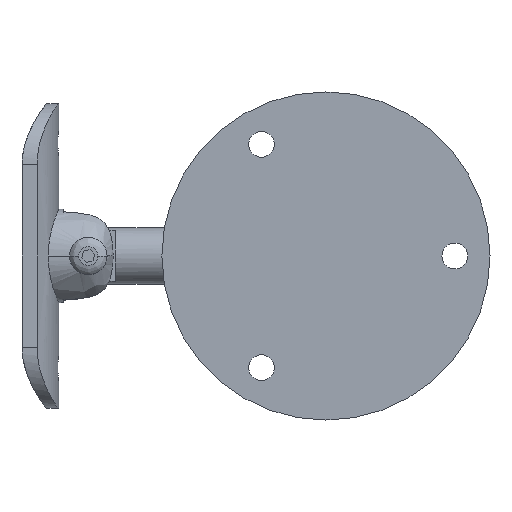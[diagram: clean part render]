
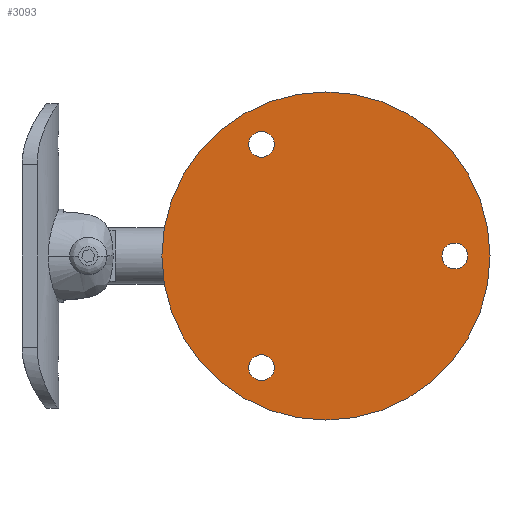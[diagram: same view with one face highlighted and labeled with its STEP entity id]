
A CAD part, left-side view. The second image highlights one B-rep face of the part: STEP entity #3093.
In plain terms, the highlighted planar face has unit normal (-1, 0, 0).
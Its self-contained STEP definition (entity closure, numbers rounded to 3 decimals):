
#33 = CARTESIAN_POINT ( 'NONE',  ( 0., 13.75, 23.816 ) ) ;
#80 = AXIS2_PLACEMENT_3D ( 'NONE', #486, #1744, #1474 ) ;
#88 = DIRECTION ( 'NONE',  ( 0., 0., -1. ) ) ;
#125 = CIRCLE ( 'NONE', #1615, 35. ) ;
#212 = FACE_BOUND ( 'NONE', #1420, .T. ) ;
#235 = FACE_BOUND ( 'NONE', #659, .T. ) ;
#237 = DIRECTION ( 'NONE',  ( 0., 0., -1. ) ) ;
#267 = DIRECTION ( 'NONE',  ( 1., 0., 0. ) ) ;
#318 = EDGE_CURVE ( 'NONE', #2299, #497, #2954, .T. ) ;
#323 = AXIS2_PLACEMENT_3D ( 'NONE', #33, #2991, #1508 ) ;
#381 = CARTESIAN_POINT ( 'NONE',  ( 0., 0., 0. ) ) ;
#486 = CARTESIAN_POINT ( 'NONE',  ( 0., 13.75, -23.816 ) ) ;
#497 = VERTEX_POINT ( 'NONE', #3164 ) ;
#560 = EDGE_CURVE ( 'NONE', #1051, #1504, #1972, .T. ) ;
#563 = DIRECTION ( 'NONE',  ( 0., 0., -1. ) ) ;
#581 = AXIS2_PLACEMENT_3D ( 'NONE', #2161, #2131, #237 ) ;
#585 = AXIS2_PLACEMENT_3D ( 'NONE', #2601, #2553, #88 ) ;
#659 = EDGE_LOOP ( 'NONE', ( #2109, #1349 ) ) ;
#804 = VERTEX_POINT ( 'NONE', #2158 ) ;
#810 = ORIENTED_EDGE ( 'NONE', *, *, #560, .T. ) ;
#838 = ORIENTED_EDGE ( 'NONE', *, *, #1498, .F. ) ;
#895 = DIRECTION ( 'NONE',  ( 0., 0., -1. ) ) ;
#939 = DIRECTION ( 'NONE',  ( 0., 0., -1. ) ) ;
#950 = DIRECTION ( 'NONE',  ( 0., 0., -1. ) ) ;
#1000 = CARTESIAN_POINT ( 'NONE',  ( 0., 13.75, 26.566 ) ) ;
#1005 = EDGE_CURVE ( 'NONE', #1947, #804, #1464, .T. ) ;
#1048 = CARTESIAN_POINT ( 'NONE',  ( 0., 0., 0. ) ) ;
#1051 = VERTEX_POINT ( 'NONE', #1219 ) ;
#1105 = EDGE_CURVE ( 'NONE', #497, #2299, #2129, .T. ) ;
#1167 = CARTESIAN_POINT ( 'NONE',  ( 0., -27.5, 0. ) ) ;
#1212 = FACE_BOUND ( 'NONE', #2242, .T. ) ;
#1219 = CARTESIAN_POINT ( 'NONE',  ( 0., 13.75, 21.066 ) ) ;
#1349 = ORIENTED_EDGE ( 'NONE', *, *, #1539, .T. ) ;
#1403 = FACE_OUTER_BOUND ( 'NONE', #2919, .T. ) ;
#1420 = EDGE_LOOP ( 'NONE', ( #810, #1840 ) ) ;
#1464 = CIRCLE ( 'NONE', #2750, 35. ) ;
#1474 = DIRECTION ( 'NONE',  ( 0., 0., -1. ) ) ;
#1498 = EDGE_CURVE ( 'NONE', #804, #1947, #125, .T. ) ;
#1504 = VERTEX_POINT ( 'NONE', #1000 ) ;
#1508 = DIRECTION ( 'NONE',  ( 0., 0., -1. ) ) ;
#1539 = EDGE_CURVE ( 'NONE', #1562, #2646, #1976, .T. ) ;
#1562 = VERTEX_POINT ( 'NONE', #3142 ) ;
#1588 = CARTESIAN_POINT ( 'NONE',  ( 0., -27.5, 0. ) ) ;
#1615 = AXIS2_PLACEMENT_3D ( 'NONE', #1048, #267, #563 ) ;
#1710 = DIRECTION ( 'NONE',  ( 1., 0., 0. ) ) ;
#1721 = EDGE_CURVE ( 'NONE', #2646, #1562, #3162, .T. ) ;
#1744 = DIRECTION ( 'NONE',  ( 1., 0., 0. ) ) ;
#1840 = ORIENTED_EDGE ( 'NONE', *, *, #2575, .T. ) ;
#1918 = CIRCLE ( 'NONE', #323, 2.75 ) ;
#1947 = VERTEX_POINT ( 'NONE', #2377 ) ;
#1972 = CIRCLE ( 'NONE', #581, 2.75 ) ;
#1976 = CIRCLE ( 'NONE', #585, 2.75 ) ;
#2074 = AXIS2_PLACEMENT_3D ( 'NONE', #1588, #2572, #2603 ) ;
#2109 = ORIENTED_EDGE ( 'NONE', *, *, #1721, .T. ) ;
#2129 = CIRCLE ( 'NONE', #2383, 2.75 ) ;
#2131 = DIRECTION ( 'NONE',  ( 1., 0., 0. ) ) ;
#2158 = CARTESIAN_POINT ( 'NONE',  ( 0., 0., 35. ) ) ;
#2161 = CARTESIAN_POINT ( 'NONE',  ( 0., 13.75, 23.816 ) ) ;
#2167 = DIRECTION ( 'NONE',  ( 1., 0., 0. ) ) ;
#2176 = PLANE ( 'NONE',  #2334 ) ;
#2242 = EDGE_LOOP ( 'NONE', ( #2481, #2560 ) ) ;
#2299 = VERTEX_POINT ( 'NONE', #2931 ) ;
#2334 = AXIS2_PLACEMENT_3D ( 'NONE', #2388, #1710, #950 ) ;
#2377 = CARTESIAN_POINT ( 'NONE',  ( 0., 0., -35. ) ) ;
#2383 = AXIS2_PLACEMENT_3D ( 'NONE', #1167, #2167, #939 ) ;
#2388 = CARTESIAN_POINT ( 'NONE',  ( 0., 0., 0. ) ) ;
#2481 = ORIENTED_EDGE ( 'NONE', *, *, #318, .T. ) ;
#2553 = DIRECTION ( 'NONE',  ( 1., 0., 0. ) ) ;
#2560 = ORIENTED_EDGE ( 'NONE', *, *, #1105, .T. ) ;
#2572 = DIRECTION ( 'NONE',  ( 1., 0., 0. ) ) ;
#2575 = EDGE_CURVE ( 'NONE', #1504, #1051, #1918, .T. ) ;
#2592 = DIRECTION ( 'NONE',  ( 1., 0., 0. ) ) ;
#2601 = CARTESIAN_POINT ( 'NONE',  ( 0., 13.75, -23.816 ) ) ;
#2603 = DIRECTION ( 'NONE',  ( 0., 0., -1. ) ) ;
#2620 = CARTESIAN_POINT ( 'NONE',  ( 0., 13.75, -26.566 ) ) ;
#2646 = VERTEX_POINT ( 'NONE', #2620 ) ;
#2750 = AXIS2_PLACEMENT_3D ( 'NONE', #381, #2592, #895 ) ;
#2919 = EDGE_LOOP ( 'NONE', ( #838, #2943 ) ) ;
#2931 = CARTESIAN_POINT ( 'NONE',  ( 0., -27.5, -2.75 ) ) ;
#2943 = ORIENTED_EDGE ( 'NONE', *, *, #1005, .F. ) ;
#2954 = CIRCLE ( 'NONE', #2074, 2.75 ) ;
#2991 = DIRECTION ( 'NONE',  ( 1., 0., 0. ) ) ;
#3093 = ADVANCED_FACE ( 'NONE', ( #212, #235, #1212, #1403 ), #2176, .F. ) ;
#3142 = CARTESIAN_POINT ( 'NONE',  ( 0., 13.75, -21.066 ) ) ;
#3162 = CIRCLE ( 'NONE', #80, 2.75 ) ;
#3164 = CARTESIAN_POINT ( 'NONE',  ( 0., -27.5, 2.75 ) ) ;
